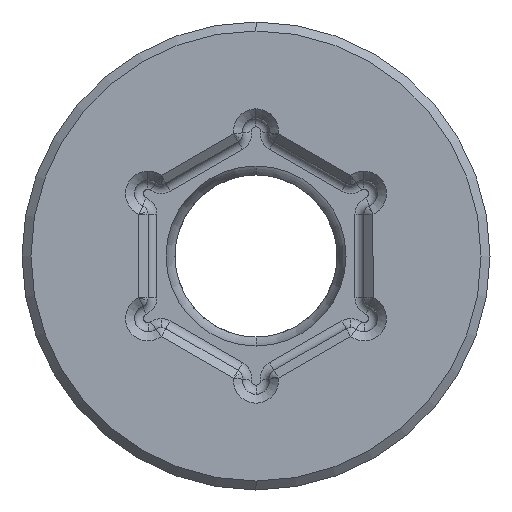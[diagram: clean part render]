
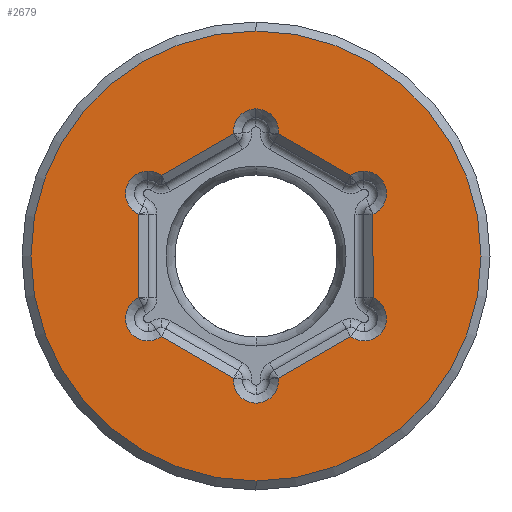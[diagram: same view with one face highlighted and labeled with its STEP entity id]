
A CAD part, left-side view. The second image highlights one B-rep face of the part: STEP entity #2679.
In plain terms, the highlighted planar face has unit normal (-1, 0, 0).
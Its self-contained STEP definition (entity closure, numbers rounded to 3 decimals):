
#12 = CIRCLE ( 'NONE', #1605, 1.25 ) ;
#30 = DIRECTION ( 'NONE',  ( 1., 0., 0. ) ) ;
#90 = EDGE_CURVE ( 'NONE', #2032, #2379, #2112, .T. ) ;
#202 = AXIS2_PLACEMENT_3D ( 'NONE', #5184, #4295, #3071 ) ;
#217 = EDGE_CURVE ( 'NONE', #3235, #3514, #3538, .T. ) ;
#220 = CARTESIAN_POINT ( 'NONE',  ( -80., -6.5, -2.318 ) ) ;
#259 = ORIENTED_EDGE ( 'NONE', *, *, #4598, .T. ) ;
#267 = ORIENTED_EDGE ( 'NONE', *, *, #90, .T. ) ;
#309 = DIRECTION ( 'NONE',  ( 0., -0.866, 0.5 ) ) ;
#339 = DIRECTION ( 'NONE',  ( 0., 0., -1. ) ) ;
#374 = EDGE_CURVE ( 'NONE', #1035, #4321, #1659, .T. ) ;
#407 = EDGE_LOOP ( 'NONE', ( #1988, #3935, #259, #2884, #5044, #626, #3921, #1071, #3754, #2190, #570, #4156, #4594, #956, #1363 ) ) ;
#424 = VERTEX_POINT ( 'NONE', #2138 ) ;
#476 = DIRECTION ( 'NONE',  ( 0., 0.866, -0.5 ) ) ;
#477 = EDGE_CURVE ( 'NONE', #2479, #1035, #3364, .T. ) ;
#499 = VERTEX_POINT ( 'NONE', #3950 ) ;
#511 = AXIS2_PLACEMENT_3D ( 'NONE', #1677, #5498, #805 ) ;
#570 = ORIENTED_EDGE ( 'NONE', *, *, #3786, .T. ) ;
#609 = CARTESIAN_POINT ( 'NONE',  ( -80., -6.5, 2.318 ) ) ;
#626 = ORIENTED_EDGE ( 'NONE', *, *, #477, .T. ) ;
#654 = CIRCLE ( 'NONE', #4920, 1.25 ) ;
#688 = EDGE_CURVE ( 'NONE', #5172, #5332, #1547, .T. ) ;
#708 = CARTESIAN_POINT ( 'NONE',  ( -80., -5.258, 4.47 ) ) ;
#740 = VERTEX_POINT ( 'NONE', #3081 ) ;
#764 = DIRECTION ( 'NONE',  ( 0., 0., 1. ) ) ;
#805 = DIRECTION ( 'NONE',  ( 0., 0., -1. ) ) ;
#855 = CIRCLE ( 'NONE', #3963, 1.25 ) ;
#888 = LINE ( 'NONE', #1381, #2978 ) ;
#911 = CARTESIAN_POINT ( 'NONE',  ( -80., 0.5, 7.794 ) ) ;
#936 = DIRECTION ( 'NONE',  ( 1., 0., 0. ) ) ;
#956 = ORIENTED_EDGE ( 'NONE', *, *, #3377, .T. ) ;
#965 = LINE ( 'NONE', #911, #4478 ) ;
#1035 = VERTEX_POINT ( 'NONE', #4275 ) ;
#1056 = CARTESIAN_POINT ( 'NONE',  ( -80., 0., 8.178 ) ) ;
#1071 = ORIENTED_EDGE ( 'NONE', *, *, #2941, .T. ) ;
#1081 = DIRECTION ( 'NONE',  ( 0., 0., -1. ) ) ;
#1173 = EDGE_CURVE ( 'NONE', #424, #3962, #3262, .T. ) ;
#1226 = CARTESIAN_POINT ( 'NONE',  ( -80., 6., -3.464 ) ) ;
#1274 = CARTESIAN_POINT ( 'NONE',  ( -80., -6.5, 0. ) ) ;
#1363 = ORIENTED_EDGE ( 'NONE', *, *, #4648, .T. ) ;
#1367 = CARTESIAN_POINT ( 'NONE',  ( -80., 5., 0. ) ) ;
#1381 = CARTESIAN_POINT ( 'NONE',  ( -80., 0.5, -7.794 ) ) ;
#1426 = VERTEX_POINT ( 'NONE', #220 ) ;
#1469 = CARTESIAN_POINT ( 'NONE',  ( -80., -6., 3.464 ) ) ;
#1490 = AXIS2_PLACEMENT_3D ( 'NONE', #3843, #30, #5257 ) ;
#1547 = LINE ( 'NONE', #4119, #2656 ) ;
#1605 = AXIS2_PLACEMENT_3D ( 'NONE', #3837, #4224, #2159 ) ;
#1659 = LINE ( 'NONE', #5452, #1662 ) ;
#1662 = VECTOR ( 'NONE', #4233, 1000. ) ;
#1677 = CARTESIAN_POINT ( 'NONE',  ( -80., -6., -3.464 ) ) ;
#1896 = CIRCLE ( 'NONE', #5021, 12.5 ) ;
#1963 = CARTESIAN_POINT ( 'NONE',  ( -80., -6., 4.714 ) ) ;
#1988 = ORIENTED_EDGE ( 'NONE', *, *, #2659, .T. ) ;
#2032 = VERTEX_POINT ( 'NONE', #5362 ) ;
#2042 = CARTESIAN_POINT ( 'NONE',  ( -80., 0., 0. ) ) ;
#2111 = VECTOR ( 'NONE', #764, 1000. ) ;
#2112 = CIRCLE ( 'NONE', #5231, 12.5 ) ;
#2138 = CARTESIAN_POINT ( 'NONE',  ( -80., 6.5, -2.318 ) ) ;
#2146 = FACE_BOUND ( 'NONE', #407, .T. ) ;
#2159 = DIRECTION ( 'NONE',  ( 0., 0., -1. ) ) ;
#2180 = CARTESIAN_POINT ( 'NONE',  ( -80., 6., 3.464 ) ) ;
#2190 = ORIENTED_EDGE ( 'NONE', *, *, #4366, .T. ) ;
#2379 = VERTEX_POINT ( 'NONE', #4067 ) ;
#2428 = CARTESIAN_POINT ( 'NONE',  ( -80., 6.5, 0. ) ) ;
#2479 = VERTEX_POINT ( 'NONE', #2957 ) ;
#2481 = DIRECTION ( 'NONE',  ( 0., 0., -1. ) ) ;
#2555 = LINE ( 'NONE', #1274, #4138 ) ;
#2656 = VECTOR ( 'NONE', #309, 1000. ) ;
#2659 = EDGE_CURVE ( 'NONE', #3964, #3235, #3576, .T. ) ;
#2679 = ADVANCED_FACE ( 'NONE', ( #2146, #4351 ), #3957, .F. ) ;
#2694 = DIRECTION ( 'NONE',  ( 1., 0., 0. ) ) ;
#2700 = DIRECTION ( 'NONE',  ( -1., 0., 0. ) ) ;
#2793 = AXIS2_PLACEMENT_3D ( 'NONE', #2180, #2996, #4219 ) ;
#2821 = DIRECTION ( 'NONE',  ( -1., 0., 0. ) ) ;
#2884 = ORIENTED_EDGE ( 'NONE', *, *, #5169, .T. ) ;
#2941 = EDGE_CURVE ( 'NONE', #4321, #424, #654, .T. ) ;
#2957 = CARTESIAN_POINT ( 'NONE',  ( -80., -1.242, -6.788 ) ) ;
#2978 = VECTOR ( 'NONE', #476, 1000. ) ;
#2987 = DIRECTION ( 'NONE',  ( 0., 0., -1. ) ) ;
#2996 = DIRECTION ( 'NONE',  ( 1., 0., 0. ) ) ;
#3049 = EDGE_LOOP ( 'NONE', ( #3595, #267 ) ) ;
#3071 = DIRECTION ( 'NONE',  ( 0., 0., -1. ) ) ;
#3081 = CARTESIAN_POINT ( 'NONE',  ( -80., -5.258, -4.47 ) ) ;
#3143 = CARTESIAN_POINT ( 'NONE',  ( -80., 5.258, -4.47 ) ) ;
#3235 = VERTEX_POINT ( 'NONE', #1963 ) ;
#3245 = CIRCLE ( 'NONE', #2793, 1.25 ) ;
#3257 = DIRECTION ( 'NONE',  ( 1., 0., 0. ) ) ;
#3262 = LINE ( 'NONE', #2428, #2111 ) ;
#3278 = VERTEX_POINT ( 'NONE', #5395 ) ;
#3364 = CIRCLE ( 'NONE', #1490, 1.25 ) ;
#3377 = EDGE_CURVE ( 'NONE', #4292, #499, #12, .T. ) ;
#3408 = CARTESIAN_POINT ( 'NONE',  ( -80., 5.258, 4.47 ) ) ;
#3508 = EDGE_CURVE ( 'NONE', #5332, #4292, #5171, .T. ) ;
#3514 = VERTEX_POINT ( 'NONE', #609 ) ;
#3538 = CIRCLE ( 'NONE', #4429, 1.25 ) ;
#3576 = CIRCLE ( 'NONE', #202, 1.25 ) ;
#3595 = ORIENTED_EDGE ( 'NONE', *, *, #4927, .T. ) ;
#3643 = CARTESIAN_POINT ( 'NONE',  ( -80., 6., 3.464 ) ) ;
#3754 = ORIENTED_EDGE ( 'NONE', *, *, #1173, .T. ) ;
#3786 = EDGE_CURVE ( 'NONE', #3278, #5172, #3245, .T. ) ;
#3837 = CARTESIAN_POINT ( 'NONE',  ( -80., 0., 6.928 ) ) ;
#3843 = CARTESIAN_POINT ( 'NONE',  ( -80., 0., -6.928 ) ) ;
#3921 = ORIENTED_EDGE ( 'NONE', *, *, #374, .T. ) ;
#3935 = ORIENTED_EDGE ( 'NONE', *, *, #217, .T. ) ;
#3950 = CARTESIAN_POINT ( 'NONE',  ( -80., -1.242, 6.788 ) ) ;
#3957 = PLANE ( 'NONE',  #5445 ) ;
#3962 = VERTEX_POINT ( 'NONE', #4507 ) ;
#3963 = AXIS2_PLACEMENT_3D ( 'NONE', #3643, #2694, #1081 ) ;
#3964 = VERTEX_POINT ( 'NONE', #708 ) ;
#4067 = CARTESIAN_POINT ( 'NONE',  ( -80., 0., -12.5 ) ) ;
#4119 = CARTESIAN_POINT ( 'NONE',  ( -80., 7., 3.464 ) ) ;
#4138 = VECTOR ( 'NONE', #4365, 1000. ) ;
#4156 = ORIENTED_EDGE ( 'NONE', *, *, #688, .T. ) ;
#4195 = DIRECTION ( 'NONE',  ( 0., 0., -1. ) ) ;
#4219 = DIRECTION ( 'NONE',  ( 0., 0., -1. ) ) ;
#4224 = DIRECTION ( 'NONE',  ( 1., 0., 0. ) ) ;
#4233 = DIRECTION ( 'NONE',  ( 0., 0.866, 0.5 ) ) ;
#4275 = CARTESIAN_POINT ( 'NONE',  ( -80., 1.242, -6.788 ) ) ;
#4292 = VERTEX_POINT ( 'NONE', #1056 ) ;
#4295 = DIRECTION ( 'NONE',  ( 1., 0., 0. ) ) ;
#4321 = VERTEX_POINT ( 'NONE', #3143 ) ;
#4327 = CIRCLE ( 'NONE', #511, 1.25 ) ;
#4334 = DIRECTION ( 'NONE',  ( 0., 0., -1. ) ) ;
#4351 = FACE_OUTER_BOUND ( 'NONE', #3049, .T. ) ;
#4365 = DIRECTION ( 'NONE',  ( 0., 0., -1. ) ) ;
#4366 = EDGE_CURVE ( 'NONE', #3962, #3278, #855, .T. ) ;
#4429 = AXIS2_PLACEMENT_3D ( 'NONE', #1469, #5016, #2481 ) ;
#4453 = CARTESIAN_POINT ( 'NONE',  ( -80., 0., 0. ) ) ;
#4478 = VECTOR ( 'NONE', #4692, 1000. ) ;
#4507 = CARTESIAN_POINT ( 'NONE',  ( -80., 6.5, 2.318 ) ) ;
#4594 = ORIENTED_EDGE ( 'NONE', *, *, #3508, .T. ) ;
#4598 = EDGE_CURVE ( 'NONE', #3514, #1426, #2555, .T. ) ;
#4629 = AXIS2_PLACEMENT_3D ( 'NONE', #5173, #936, #4334 ) ;
#4648 = EDGE_CURVE ( 'NONE', #499, #3964, #965, .T. ) ;
#4692 = DIRECTION ( 'NONE',  ( 0., -0.866, -0.5 ) ) ;
#4726 = EDGE_CURVE ( 'NONE', #740, #2479, #888, .T. ) ;
#4759 = DIRECTION ( 'NONE',  ( 1., 0., 0. ) ) ;
#4920 = AXIS2_PLACEMENT_3D ( 'NONE', #1226, #3257, #339 ) ;
#4927 = EDGE_CURVE ( 'NONE', #2379, #2032, #1896, .T. ) ;
#5016 = DIRECTION ( 'NONE',  ( 1., 0., 0. ) ) ;
#5021 = AXIS2_PLACEMENT_3D ( 'NONE', #2042, #2821, #4195 ) ;
#5044 = ORIENTED_EDGE ( 'NONE', *, *, #4726, .T. ) ;
#5169 = EDGE_CURVE ( 'NONE', #1426, #740, #4327, .T. ) ;
#5171 = CIRCLE ( 'NONE', #4629, 1.25 ) ;
#5172 = VERTEX_POINT ( 'NONE', #3408 ) ;
#5173 = CARTESIAN_POINT ( 'NONE',  ( -80., 0., 6.928 ) ) ;
#5184 = CARTESIAN_POINT ( 'NONE',  ( -80., -6., 3.464 ) ) ;
#5231 = AXIS2_PLACEMENT_3D ( 'NONE', #4453, #2700, #5291 ) ;
#5257 = DIRECTION ( 'NONE',  ( 0., 0., -1. ) ) ;
#5269 = CARTESIAN_POINT ( 'NONE',  ( -80., 1.242, 6.788 ) ) ;
#5291 = DIRECTION ( 'NONE',  ( 0., 0., -1. ) ) ;
#5332 = VERTEX_POINT ( 'NONE', #5269 ) ;
#5362 = CARTESIAN_POINT ( 'NONE',  ( -80., 0., 12.5 ) ) ;
#5395 = CARTESIAN_POINT ( 'NONE',  ( -80., 6., 4.714 ) ) ;
#5445 = AXIS2_PLACEMENT_3D ( 'NONE', #1367, #4759, #2987 ) ;
#5452 = CARTESIAN_POINT ( 'NONE',  ( -80., 7., -3.464 ) ) ;
#5498 = DIRECTION ( 'NONE',  ( 1., 0., 0. ) ) ;
